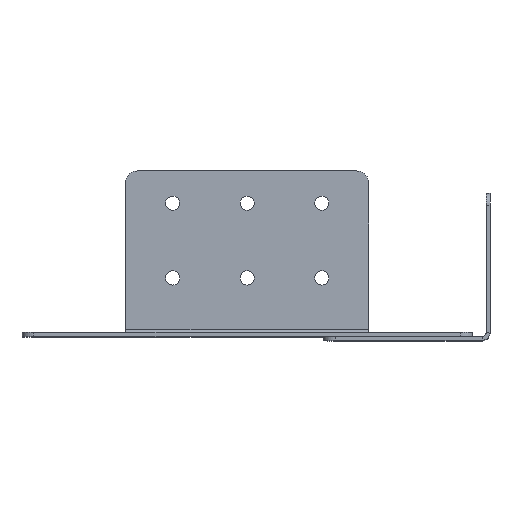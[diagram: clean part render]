
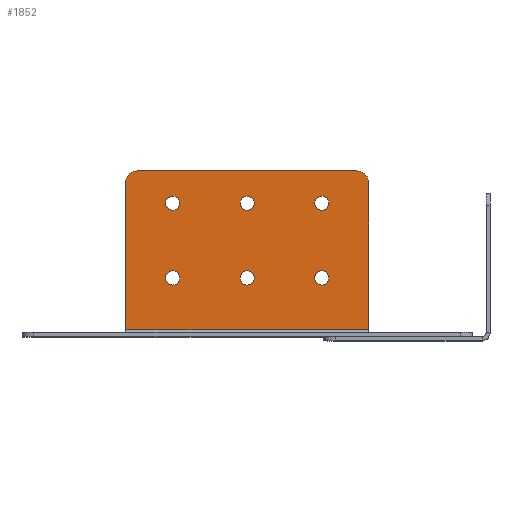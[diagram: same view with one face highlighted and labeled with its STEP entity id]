
A CAD part, top view. The second image highlights one B-rep face of the part: STEP entity #1852.
In plain terms, the highlighted planar face has unit normal (0, 0, 1).
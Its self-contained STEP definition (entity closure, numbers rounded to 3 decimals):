
#633=CARTESIAN_POINT('',(38.1,68.5,-160.516));
#634=DIRECTION('',(0.,0.,-1.));
#635=DIRECTION('',(-1.,0.,0.));
#636=AXIS2_PLACEMENT_3D('',#633,#634,#635);
#638=CARTESIAN_POINT('',(38.1,68.5,-160.516));
#639=DIRECTION('',(0.,0.,-1.));
#640=DIRECTION('',(1.,0.,0.));
#641=AXIS2_PLACEMENT_3D('',#638,#639,#640);
#643=CARTESIAN_POINT('',(38.1,30.4,-160.516));
#644=DIRECTION('',(0.,0.,-1.));
#645=DIRECTION('',(-1.,0.,0.));
#646=AXIS2_PLACEMENT_3D('',#643,#644,#645);
#648=CARTESIAN_POINT('',(38.1,30.4,-160.516));
#649=DIRECTION('',(0.,0.,-1.));
#650=DIRECTION('',(1.,0.,0.));
#651=AXIS2_PLACEMENT_3D('',#648,#649,#650);
#653=CARTESIAN_POINT('',(0.,68.5,-160.516));
#654=DIRECTION('',(0.,0.,-1.));
#655=DIRECTION('',(-1.,0.,0.));
#656=AXIS2_PLACEMENT_3D('',#653,#654,#655);
#658=CARTESIAN_POINT('',(0.,68.5,-160.516));
#659=DIRECTION('',(0.,0.,-1.));
#660=DIRECTION('',(1.,0.,0.));
#661=AXIS2_PLACEMENT_3D('',#658,#659,#660);
#663=CARTESIAN_POINT('',(0.,30.4,-160.516));
#664=DIRECTION('',(0.,0.,-1.));
#665=DIRECTION('',(-1.,0.,0.));
#666=AXIS2_PLACEMENT_3D('',#663,#664,#665);
#668=CARTESIAN_POINT('',(0.,30.4,-160.516));
#669=DIRECTION('',(0.,0.,-1.));
#670=DIRECTION('',(1.,0.,0.));
#671=AXIS2_PLACEMENT_3D('',#668,#669,#670);
#673=CARTESIAN_POINT('',(-38.1,68.5,-160.516));
#674=DIRECTION('',(0.,0.,-1.));
#675=DIRECTION('',(-1.,0.,0.));
#676=AXIS2_PLACEMENT_3D('',#673,#674,#675);
#678=CARTESIAN_POINT('',(-38.1,68.5,-160.516));
#679=DIRECTION('',(0.,0.,-1.));
#680=DIRECTION('',(1.,0.,0.));
#681=AXIS2_PLACEMENT_3D('',#678,#679,#680);
#683=CARTESIAN_POINT('',(-38.1,30.4,-160.516));
#684=DIRECTION('',(0.,0.,-1.));
#685=DIRECTION('',(-1.,0.,0.));
#686=AXIS2_PLACEMENT_3D('',#683,#684,#685);
#688=CARTESIAN_POINT('',(-38.1,30.4,-160.516));
#689=DIRECTION('',(0.,0.,-1.));
#690=DIRECTION('',(1.,0.,0.));
#691=AXIS2_PLACEMENT_3D('',#688,#689,#690);
#693=CARTESIAN_POINT('',(-56.,79.,-160.516));
#694=DIRECTION('',(0.,0.,1.));
#695=DIRECTION('',(0.,1.,0.));
#696=AXIS2_PLACEMENT_3D('',#693,#694,#695);
#698=DIRECTION('',(1.,0.,0.));
#699=VECTOR('',#698,112.);
#700=CARTESIAN_POINT('',(-56.,85.,-160.516));
#701=LINE('',#700,#699);
#702=CARTESIAN_POINT('',(56.,79.,-160.516));
#703=DIRECTION('',(0.,0.,1.));
#704=DIRECTION('',(1.,0.,0.));
#705=AXIS2_PLACEMENT_3D('',#702,#703,#704);
#707=DIRECTION('',(0.,-1.,0.));
#708=VECTOR('',#707,75.031);
#709=CARTESIAN_POINT('',(62.,79.,-160.516));
#710=LINE('',#709,#708);
#711=DIRECTION('',(0.,1.,0.));
#712=VECTOR('',#711,75.031);
#713=CARTESIAN_POINT('',(-62.,3.969,-160.516));
#714=LINE('',#713,#712);
#791=DIRECTION('',(-1.,0.,0.));
#792=VECTOR('',#791,124.);
#793=CARTESIAN_POINT('',(62.,3.969,-160.516));
#794=LINE('',#793,#792);
#821=CARTESIAN_POINT('',(62.,3.969,-160.516));
#822=CARTESIAN_POINT('',(-62.,3.969,-160.516));
#823=VERTEX_POINT('',#821);
#824=VERTEX_POINT('',#822);
#873=CARTESIAN_POINT('',(-56.,85.,-160.516));
#874=VERTEX_POINT('',#873);
#875=CARTESIAN_POINT('',(-62.,79.,-160.516));
#876=VERTEX_POINT('',#875);
#881=CARTESIAN_POINT('',(62.,79.,-160.516));
#882=VERTEX_POINT('',#881);
#883=CARTESIAN_POINT('',(56.,85.,-160.516));
#884=VERTEX_POINT('',#883);
#997=CARTESIAN_POINT('',(-41.73,30.4,-160.516));
#998=CARTESIAN_POINT('',(-34.47,30.4,-160.516));
#999=VERTEX_POINT('',#997);
#1000=VERTEX_POINT('',#998);
#1001=CARTESIAN_POINT('',(-41.73,68.5,-160.516));
#1002=CARTESIAN_POINT('',(-34.47,68.5,-160.516));
#1003=VERTEX_POINT('',#1001);
#1004=VERTEX_POINT('',#1002);
#1005=CARTESIAN_POINT('',(-3.63,30.4,-160.516));
#1006=CARTESIAN_POINT('',(3.63,30.4,-160.516));
#1007=VERTEX_POINT('',#1005);
#1008=VERTEX_POINT('',#1006);
#1009=CARTESIAN_POINT('',(-3.63,68.5,-160.516));
#1010=CARTESIAN_POINT('',(3.63,68.5,-160.516));
#1011=VERTEX_POINT('',#1009);
#1012=VERTEX_POINT('',#1010);
#1013=CARTESIAN_POINT('',(34.47,30.4,-160.516));
#1014=CARTESIAN_POINT('',(41.73,30.4,-160.516));
#1015=VERTEX_POINT('',#1013);
#1016=VERTEX_POINT('',#1014);
#1017=CARTESIAN_POINT('',(34.47,68.5,-160.516));
#1018=CARTESIAN_POINT('',(41.73,68.5,-160.516));
#1019=VERTEX_POINT('',#1017);
#1020=VERTEX_POINT('',#1018);
#1799=CARTESIAN_POINT('',(32.538,0.,-160.516));
#1800=DIRECTION('',(0.,0.,-1.));
#1801=DIRECTION('',(-1.,0.,0.));
#1802=AXIS2_PLACEMENT_3D('',#1799,#1800,#1801);
#1803=PLANE('',#1802);
#1805=ORIENTED_EDGE('',*,*,#1804,.F.);
#1807=ORIENTED_EDGE('',*,*,#1806,.T.);
#1809=ORIENTED_EDGE('',*,*,#1808,.F.);
#1811=ORIENTED_EDGE('',*,*,#1810,.T.);
#1813=ORIENTED_EDGE('',*,*,#1812,.T.);
#1815=ORIENTED_EDGE('',*,*,#1814,.T.);
#1816=EDGE_LOOP('',(#1805,#1807,#1809,#1811,#1813,#1815));
#1817=FACE_OUTER_BOUND('',#1816,.F.);
#1819=ORIENTED_EDGE('',*,*,#1818,.F.);
#1821=ORIENTED_EDGE('',*,*,#1820,.F.);
#1822=EDGE_LOOP('',(#1819,#1821));
#1823=FACE_BOUND('',#1822,.F.);
#1825=ORIENTED_EDGE('',*,*,#1824,.F.);
#1827=ORIENTED_EDGE('',*,*,#1826,.F.);
#1828=EDGE_LOOP('',(#1825,#1827));
#1829=FACE_BOUND('',#1828,.F.);
#1831=ORIENTED_EDGE('',*,*,#1830,.F.);
#1833=ORIENTED_EDGE('',*,*,#1832,.F.);
#1834=EDGE_LOOP('',(#1831,#1833));
#1835=FACE_BOUND('',#1834,.F.);
#1837=ORIENTED_EDGE('',*,*,#1836,.F.);
#1839=ORIENTED_EDGE('',*,*,#1838,.F.);
#1840=EDGE_LOOP('',(#1837,#1839));
#1841=FACE_BOUND('',#1840,.F.);
#1842=ORIENTED_EDGE('',*,*,#1779,.F.);
#1843=ORIENTED_EDGE('',*,*,#1793,.F.);
#1844=EDGE_LOOP('',(#1842,#1843));
#1845=FACE_BOUND('',#1844,.F.);
#1847=ORIENTED_EDGE('',*,*,#1846,.F.);
#1849=ORIENTED_EDGE('',*,*,#1848,.F.);
#1850=EDGE_LOOP('',(#1847,#1849));
#1851=FACE_BOUND('',#1850,.F.);
#1852=ADVANCED_FACE('',(#1817,#1823,#1829,#1835,#1841,#1845,#1851),#1803,.F.);
#637=CIRCLE('',#636,3.63);
#642=CIRCLE('',#641,3.63);
#647=CIRCLE('',#646,3.63);
#652=CIRCLE('',#651,3.63);
#657=CIRCLE('',#656,3.63);
#662=CIRCLE('',#661,3.63);
#667=CIRCLE('',#666,3.63);
#672=CIRCLE('',#671,3.63);
#677=CIRCLE('',#676,3.63);
#682=CIRCLE('',#681,3.63);
#687=CIRCLE('',#686,3.63);
#692=CIRCLE('',#691,3.63);
#697=CIRCLE('',#696,6.);
#706=CIRCLE('',#705,6.);
#1779=EDGE_CURVE('',#999,#1000,#687,.T.);
#1793=EDGE_CURVE('',#1000,#999,#692,.T.);
#1804=EDGE_CURVE('',#874,#876,#697,.T.);
#1806=EDGE_CURVE('',#874,#884,#701,.T.);
#1808=EDGE_CURVE('',#882,#884,#706,.T.);
#1810=EDGE_CURVE('',#882,#823,#710,.T.);
#1812=EDGE_CURVE('',#823,#824,#794,.T.);
#1814=EDGE_CURVE('',#824,#876,#714,.T.);
#1818=EDGE_CURVE('',#1015,#1016,#647,.T.);
#1820=EDGE_CURVE('',#1016,#1015,#652,.T.);
#1824=EDGE_CURVE('',#1011,#1012,#657,.T.);
#1826=EDGE_CURVE('',#1012,#1011,#662,.T.);
#1830=EDGE_CURVE('',#1007,#1008,#667,.T.);
#1832=EDGE_CURVE('',#1008,#1007,#672,.T.);
#1836=EDGE_CURVE('',#1003,#1004,#677,.T.);
#1838=EDGE_CURVE('',#1004,#1003,#682,.T.);
#1846=EDGE_CURVE('',#1019,#1020,#637,.T.);
#1848=EDGE_CURVE('',#1020,#1019,#642,.T.);
